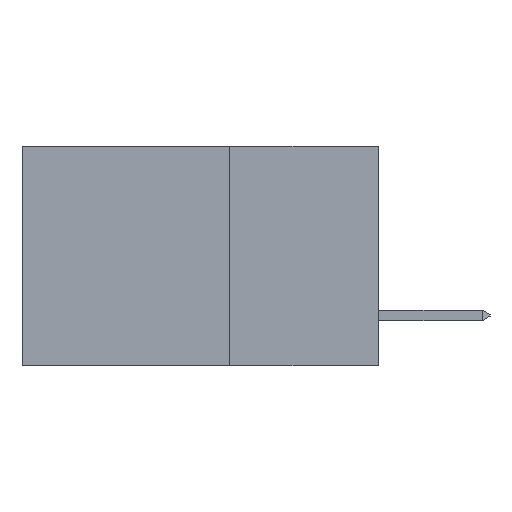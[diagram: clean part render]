
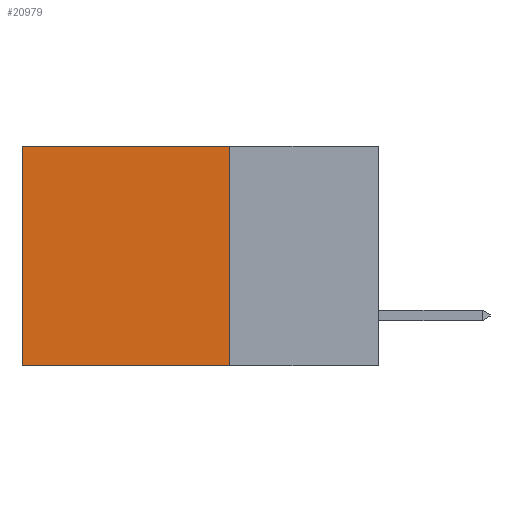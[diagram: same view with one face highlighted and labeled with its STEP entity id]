
A CAD part, left-side view. The second image highlights one B-rep face of the part: STEP entity #20979.
In plain terms, the highlighted planar face has unit normal (-1, 0, 0).
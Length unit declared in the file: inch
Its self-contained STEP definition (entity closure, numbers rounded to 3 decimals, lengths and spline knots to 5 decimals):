
#288 = VECTOR ( 'NONE', #3118, 39.37008 ) ;
#393 = EDGE_CURVE ( 'NONE', #8132, #14272, #26807, .T. ) ;
#3076 = CARTESIAN_POINT ( 'NONE',  ( 0.298, 0.25, 0. ) ) ;
#3118 = DIRECTION ( 'NONE',  ( 0., 1., 0. ) ) ;
#4544 = DIRECTION ( 'NONE',  ( 0., 0., -1. ) ) ;
#5753 = EDGE_CURVE ( 'NONE', #14272, #27322, #29508, .T. ) ;
#5985 = VECTOR ( 'NONE', #4544, 39.37008 ) ;
#6655 = VERTEX_POINT ( 'NONE', #29611 ) ;
#8132 = VERTEX_POINT ( 'NONE', #20851 ) ;
#9083 = LINE ( 'NONE', #22139, #27775 ) ;
#9388 = DIRECTION ( 'NONE',  ( 0., 1., 0. ) ) ;
#10137 = DIRECTION ( 'NONE',  ( 1., 0., 0. ) ) ;
#11015 = ORIENTED_EDGE ( 'NONE', *, *, #393, .T. ) ;
#11757 = CARTESIAN_POINT ( 'NONE',  ( 0.298, 0.6, 0. ) ) ;
#12968 = ORIENTED_EDGE ( 'NONE', *, *, #30742, .F. ) ;
#13389 = AXIS2_PLACEMENT_3D ( 'NONE', #25336, #10137, #27882 ) ;
#14272 = VERTEX_POINT ( 'NONE', #11757 ) ;
#15258 = EDGE_LOOP ( 'NONE', ( #19784, #12968, #25949, #11015 ) ) ;
#17412 = CARTESIAN_POINT ( 'NONE',  ( 0.298, 0.25, 0. ) ) ;
#19096 = FACE_OUTER_BOUND ( 'NONE', #15258, .T. ) ;
#19741 = LINE ( 'NONE', #17412, #5985 ) ;
#19784 = ORIENTED_EDGE ( 'NONE', *, *, #5753, .T. ) ;
#20851 = CARTESIAN_POINT ( 'NONE',  ( 0.298, 0.25, 0. ) ) ;
#20979 = ADVANCED_FACE ( 'NONE', ( #19096 ), #22841, .F. ) ;
#21116 = CARTESIAN_POINT ( 'NONE',  ( 0.298, 0.6, 0. ) ) ;
#22139 = CARTESIAN_POINT ( 'NONE',  ( 0.298, 0.25, -0.37 ) ) ;
#22823 = VECTOR ( 'NONE', #26126, 39.37008 ) ;
#22841 = PLANE ( 'NONE',  #13389 ) ;
#22959 = EDGE_CURVE ( 'NONE', #8132, #6655, #19741, .T. ) ;
#25336 = CARTESIAN_POINT ( 'NONE',  ( 0.298, 0.25, 0. ) ) ;
#25751 = CARTESIAN_POINT ( 'NONE',  ( 0.298, 0.6, -0.37 ) ) ;
#25949 = ORIENTED_EDGE ( 'NONE', *, *, #22959, .F. ) ;
#26126 = DIRECTION ( 'NONE',  ( 0., 0., -1. ) ) ;
#26807 = LINE ( 'NONE', #3076, #288 ) ;
#27322 = VERTEX_POINT ( 'NONE', #25751 ) ;
#27775 = VECTOR ( 'NONE', #9388, 39.37008 ) ;
#27882 = DIRECTION ( 'NONE',  ( 0., 0., -1. ) ) ;
#29508 = LINE ( 'NONE', #21116, #22823 ) ;
#29611 = CARTESIAN_POINT ( 'NONE',  ( 0.298, 0.25, -0.37 ) ) ;
#30742 = EDGE_CURVE ( 'NONE', #6655, #27322, #9083, .T. ) ;
